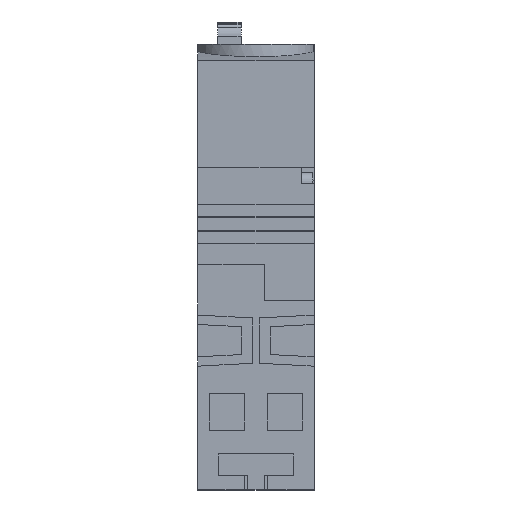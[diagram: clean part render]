
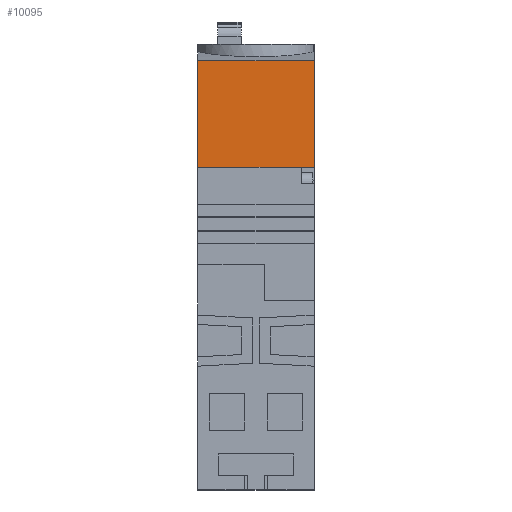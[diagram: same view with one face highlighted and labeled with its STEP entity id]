
A CAD part, front view. The second image highlights one B-rep face of the part: STEP entity #10095.
In plain terms, the highlighted planar face has unit normal (0, -1, 0).
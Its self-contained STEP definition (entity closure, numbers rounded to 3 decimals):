
#248=DIRECTION('',(0.,0.,1.));
#249=VECTOR('',#248,16.199);
#250=CARTESIAN_POINT('',(0.,17.9,49.3));
#251=LINE('',#250,#249);
#1742=DIRECTION('',(0.,0.,1.));
#1743=VECTOR('',#1742,16.199);
#1744=CARTESIAN_POINT('',(17.8,17.9,49.3));
#1745=LINE('',#1744,#1743);
#2722=DIRECTION('',(1.,0.,0.));
#2723=VECTOR('',#2722,17.8);
#2724=CARTESIAN_POINT('',(0.,17.9,65.499));
#2725=LINE('',#2724,#2723);
#3081=DIRECTION('',(1.,0.,0.));
#3082=VECTOR('',#3081,17.8);
#3083=CARTESIAN_POINT('',(0.,17.9,49.3));
#3084=LINE('',#3083,#3082);
#4594=CARTESIAN_POINT('',(0.,17.9,49.3));
#4595=VERTEX_POINT('',#4594);
#4596=CARTESIAN_POINT('',(0.,17.9,65.499));
#4597=VERTEX_POINT('',#4596);
#4714=CARTESIAN_POINT('',(17.8,17.9,49.3));
#4715=CARTESIAN_POINT('',(17.8,17.9,65.499));
#4716=VERTEX_POINT('',#4714);
#4717=VERTEX_POINT('',#4715);
#10084=CARTESIAN_POINT('',(0.,17.9,49.3));
#10085=DIRECTION('',(0.,-1.,0.));
#10086=DIRECTION('',(0.,0.,1.));
#10087=AXIS2_PLACEMENT_3D('',#10084,#10085,#10086);
#10088=PLANE('',#10087);
#10089=ORIENTED_EDGE('',*,*,#6112,.T.);
#10090=ORIENTED_EDGE('',*,*,#9568,.T.);
#10091=ORIENTED_EDGE('',*,*,#7882,.F.);
#10092=ORIENTED_EDGE('',*,*,#8641,.F.);
#10093=EDGE_LOOP('',(#10089,#10090,#10091,#10092));
#10094=FACE_OUTER_BOUND('',#10093,.F.);
#6112=EDGE_CURVE('',#4595,#4597,#251,.T.);
#7882=EDGE_CURVE('',#4716,#4717,#1745,.T.);
#8641=EDGE_CURVE('',#4595,#4716,#3084,.T.);
#9568=EDGE_CURVE('',#4597,#4717,#2725,.T.);
#10095=ADVANCED_FACE('',(#10094),#10088,.T.);
